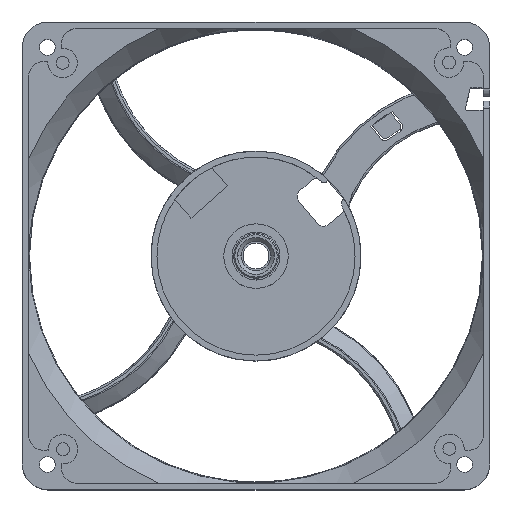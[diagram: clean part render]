
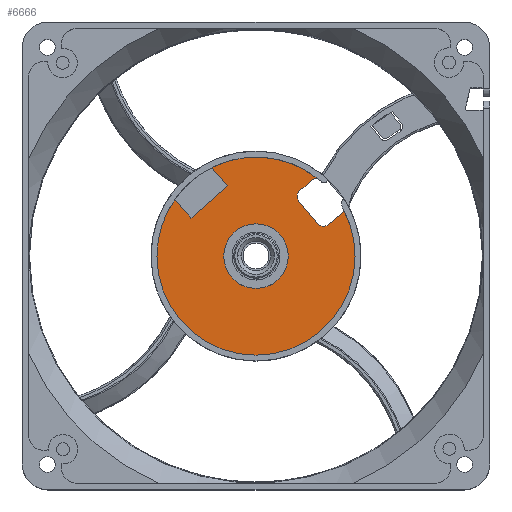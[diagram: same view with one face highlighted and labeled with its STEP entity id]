
A CAD part, top view. The second image highlights one B-rep face of the part: STEP entity #6666.
In plain terms, the highlighted planar face has unit normal (0, 0, 1).
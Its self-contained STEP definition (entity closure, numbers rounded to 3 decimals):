
#17 = VECTOR ( 'NONE', #2652, 1000. ) ;
#285 = AXIS2_PLACEMENT_3D ( 'NONE', #1469, #14212, #8526 ) ;
#342 = CARTESIAN_POINT ( 'NONE',  ( 11.86, 17.765, 21.99 ) ) ;
#371 = ORIENTED_EDGE ( 'NONE', *, *, #10632, .T. ) ;
#382 = CARTESIAN_POINT ( 'NONE',  ( 0., -0.011, 21.99 ) ) ;
#485 = LINE ( 'NONE', #3422, #6630 ) ;
#587 = ORIENTED_EDGE ( 'NONE', *, *, #14915, .T. ) ;
#620 = CARTESIAN_POINT ( 'NONE',  ( -17.651, 10.332, 21.99 ) ) ;
#680 = DIRECTION ( 'NONE',  ( -1., 0., 0. ) ) ;
#972 = DIRECTION ( 'NONE',  ( 0.766, 0.642, 0. ) ) ;
#1017 = CARTESIAN_POINT ( 'NONE',  ( -7.778, 19.093, 21.99 ) ) ;
#1041 = VERTEX_POINT ( 'NONE', #11646 ) ;
#1068 = ORIENTED_EDGE ( 'NONE', *, *, #4534, .F. ) ;
#1247 = DIRECTION ( 'NONE',  ( 0., 0., 1. ) ) ;
#1290 = EDGE_CURVE ( 'NONE', #2215, #14382, #1362, .T. ) ;
#1362 = CIRCLE ( 'NONE', #13764, 8.763 ) ;
#1469 = CARTESIAN_POINT ( 'NONE',  ( 0., 0., 21.99 ) ) ;
#1476 = CIRCLE ( 'NONE', #3081, 26.9 ) ;
#1625 = EDGE_CURVE ( 'NONE', #4664, #14793, #4434, .T. ) ;
#1711 = AXIS2_PLACEMENT_3D ( 'NONE', #2540, #7010, #4796 ) ;
#1815 = CARTESIAN_POINT ( 'NONE',  ( 19.573, 8.559, 21.99 ) ) ;
#2021 = LINE ( 'NONE', #14638, #11246 ) ;
#2055 = DIRECTION ( 'NONE',  ( 1., 0., 0. ) ) ;
#2087 = ORIENTED_EDGE ( 'NONE', *, *, #6211, .F. ) ;
#2215 = VERTEX_POINT ( 'NONE', #14890 ) ;
#2383 = CIRCLE ( 'NONE', #1711, 26.9 ) ;
#2540 = CARTESIAN_POINT ( 'NONE',  ( 0., 0., 21.99 ) ) ;
#2652 = DIRECTION ( 'NONE',  ( -0.748, -0.664, 0. ) ) ;
#2950 = CARTESIAN_POINT ( 'NONE',  ( 0., 0., 21.99 ) ) ;
#2959 = CIRCLE ( 'NONE', #4336, 26.9 ) ;
#2960 = ORIENTED_EDGE ( 'NONE', *, *, #8022, .F. ) ;
#2979 = CARTESIAN_POINT ( 'NONE',  ( -7.778, 19.093, 21.99 ) ) ;
#3056 = VERTEX_POINT ( 'NONE', #14722 ) ;
#3081 = AXIS2_PLACEMENT_3D ( 'NONE', #2950, #12186, #13400 ) ;
#3120 = CARTESIAN_POINT ( 'NONE',  ( 23.958, 12.233, 21.99 ) ) ;
#3151 = CARTESIAN_POINT ( 'NONE',  ( 13.144, 16.232, 21.99 ) ) ;
#3280 = AXIS2_PLACEMENT_3D ( 'NONE', #382, #6330, #4291 ) ;
#3422 = CARTESIAN_POINT ( 'NONE',  ( 11.86, 17.765, 21.99 ) ) ;
#3429 = LINE ( 'NONE', #3120, #11547 ) ;
#3724 = DIRECTION ( 'NONE',  ( 0., 0., 1. ) ) ;
#3985 = AXIS2_PLACEMENT_3D ( 'NONE', #3151, #13548, #4441 ) ;
#4266 = EDGE_CURVE ( 'NONE', #3056, #11578, #13463, .T. ) ;
#4291 = DIRECTION ( 'NONE',  ( 1., 0., 0. ) ) ;
#4336 = AXIS2_PLACEMENT_3D ( 'NONE', #12733, #1247, #8100 ) ;
#4367 = LINE ( 'NONE', #9549, #17 ) ;
#4411 = DIRECTION ( 'NONE',  ( -0.766, -0.642, 0. ) ) ;
#4434 = CIRCLE ( 'NONE', #3985, 2. ) ;
#4441 = DIRECTION ( 'NONE',  ( -0.642, 0.766, 0. ) ) ;
#4462 = DIRECTION ( 'NONE',  ( 0.664, -0.748, 0. ) ) ;
#4534 = EDGE_CURVE ( 'NONE', #13366, #5808, #8907, .T. ) ;
#4664 = VERTEX_POINT ( 'NONE', #342 ) ;
#4665 = CIRCLE ( 'NONE', #285, 26.9 ) ;
#4796 = DIRECTION ( 'NONE',  ( -0.821, 0.57, 0. ) ) ;
#4825 = CIRCLE ( 'NONE', #10354, 1. ) ;
#5110 = EDGE_CURVE ( 'NONE', #9409, #8736, #2959, .T. ) ;
#5187 = CARTESIAN_POINT ( 'NONE',  ( 23.958, 12.233, 21.99 ) ) ;
#5425 = CARTESIAN_POINT ( 'NONE',  ( 26.9, 0., 21.99 ) ) ;
#5439 = ORIENTED_EDGE ( 'NONE', *, *, #1625, .F. ) ;
#5500 = CARTESIAN_POINT ( 'NONE',  ( 8.763, 0., 21.99 ) ) ;
#5654 = EDGE_LOOP ( 'NONE', ( #1068, #8275, #14124, #15009, #11645, #10729, #14272, #10540, #10574, #5439, #371, #587, #2087 ) ) ;
#5808 = VERTEX_POINT ( 'NONE', #6026 ) ;
#5926 = EDGE_CURVE ( 'NONE', #6453, #13657, #2021, .T. ) ;
#6026 = CARTESIAN_POINT ( 'NONE',  ( -12.138, 24.006, 21.99 ) ) ;
#6167 = EDGE_CURVE ( 'NONE', #13366, #13657, #4367, .T. ) ;
#6211 = EDGE_CURVE ( 'NONE', #5808, #7190, #1476, .T. ) ;
#6330 = DIRECTION ( 'NONE',  ( 0., 0., 1. ) ) ;
#6453 = VERTEX_POINT ( 'NONE', #9285 ) ;
#6489 = EDGE_CURVE ( 'NONE', #6453, #9780, #2383, .T. ) ;
#6500 = VECTOR ( 'NONE', #14204, 1000. ) ;
#6630 = VECTOR ( 'NONE', #972, 1000. ) ;
#6666 = ADVANCED_FACE ( 'NONE', ( #7400, #12322 ), #7296, .T. ) ;
#6961 = CARTESIAN_POINT ( 'NONE',  ( 16.896, 20.932, 21.99 ) ) ;
#7010 = DIRECTION ( 'NONE',  ( 0., 0., 1. ) ) ;
#7190 = VERTEX_POINT ( 'NONE', #6961 ) ;
#7235 = EDGE_CURVE ( 'NONE', #14793, #3056, #12487, .T. ) ;
#7296 = PLANE ( 'NONE',  #3280 ) ;
#7351 = CARTESIAN_POINT ( 'NONE',  ( 11.611, 14.948, 21.99 ) ) ;
#7400 = FACE_OUTER_BOUND ( 'NONE', #5654, .T. ) ;
#7594 = DIRECTION ( 'NONE',  ( 0., 0., 1. ) ) ;
#7755 = CIRCLE ( 'NONE', #14414, 8.763 ) ;
#7758 = CARTESIAN_POINT ( 'NONE',  ( 11.611, 14.948, 21.99 ) ) ;
#8022 = EDGE_CURVE ( 'NONE', #14382, #2215, #7755, .T. ) ;
#8100 = DIRECTION ( 'NONE',  ( 1., 0., 0. ) ) ;
#8234 = DIRECTION ( 'NONE',  ( -0.766, -0.642, 0. ) ) ;
#8275 = ORIENTED_EDGE ( 'NONE', *, *, #6167, .T. ) ;
#8526 = DIRECTION ( 'NONE',  ( -1., 0., 0. ) ) ;
#8736 = VERTEX_POINT ( 'NONE', #5187 ) ;
#8907 = LINE ( 'NONE', #1017, #11088 ) ;
#9285 = CARTESIAN_POINT ( 'NONE',  ( -22.097, 15.341, 21.99 ) ) ;
#9328 = CARTESIAN_POINT ( 'NONE',  ( -26.9, 0., 21.99 ) ) ;
#9409 = VERTEX_POINT ( 'NONE', #5425 ) ;
#9549 = CARTESIAN_POINT ( 'NONE',  ( -7.778, 19.093, 21.99 ) ) ;
#9551 = ORIENTED_EDGE ( 'NONE', *, *, #1290, .F. ) ;
#9780 = VERTEX_POINT ( 'NONE', #9328 ) ;
#10354 = AXIS2_PLACEMENT_3D ( 'NONE', #13727, #12514, #13624 ) ;
#10540 = ORIENTED_EDGE ( 'NONE', *, *, #4266, .F. ) ;
#10574 = ORIENTED_EDGE ( 'NONE', *, *, #7235, .F. ) ;
#10616 = CARTESIAN_POINT ( 'NONE',  ( 18.289, 10.092, 21.99 ) ) ;
#10632 = EDGE_CURVE ( 'NONE', #4664, #1041, #485, .T. ) ;
#10729 = ORIENTED_EDGE ( 'NONE', *, *, #5110, .T. ) ;
#10850 = EDGE_LOOP ( 'NONE', ( #9551, #2960 ) ) ;
#11088 = VECTOR ( 'NONE', #13560, 1000. ) ;
#11246 = VECTOR ( 'NONE', #4462, 1000. ) ;
#11547 = VECTOR ( 'NONE', #4411, 1000. ) ;
#11578 = VERTEX_POINT ( 'NONE', #1815 ) ;
#11645 = ORIENTED_EDGE ( 'NONE', *, *, #14120, .T. ) ;
#11646 = CARTESIAN_POINT ( 'NONE',  ( 15.625, 20.92, 21.99 ) ) ;
#12186 = DIRECTION ( 'NONE',  ( 0., 0., -1. ) ) ;
#12322 = FACE_BOUND ( 'NONE', #10850, .T. ) ;
#12487 = LINE ( 'NONE', #7351, #6500 ) ;
#12514 = DIRECTION ( 'NONE',  ( 0., 0., -1. ) ) ;
#12733 = CARTESIAN_POINT ( 'NONE',  ( 0., 0., 21.99 ) ) ;
#13265 = CARTESIAN_POINT ( 'NONE',  ( 0., 0., 21.99 ) ) ;
#13366 = VERTEX_POINT ( 'NONE', #2979 ) ;
#13400 = DIRECTION ( 'NONE',  ( -0.451, 0.892, 0. ) ) ;
#13463 = CIRCLE ( 'NONE', #14778, 2. ) ;
#13548 = DIRECTION ( 'NONE',  ( 0., 0., 1. ) ) ;
#13560 = DIRECTION ( 'NONE',  ( -0.664, 0.748, 0. ) ) ;
#13622 = CARTESIAN_POINT ( 'NONE',  ( 0., 0., 21.99 ) ) ;
#13624 = DIRECTION ( 'NONE',  ( -0.642, 0.766, 0. ) ) ;
#13657 = VERTEX_POINT ( 'NONE', #620 ) ;
#13727 = CARTESIAN_POINT ( 'NONE',  ( 16.267, 20.154, 21.99 ) ) ;
#13764 = AXIS2_PLACEMENT_3D ( 'NONE', #13265, #7594, #680 ) ;
#13846 = EDGE_CURVE ( 'NONE', #8736, #11578, #3429, .T. ) ;
#14120 = EDGE_CURVE ( 'NONE', #9780, #9409, #4665, .T. ) ;
#14124 = ORIENTED_EDGE ( 'NONE', *, *, #5926, .F. ) ;
#14204 = DIRECTION ( 'NONE',  ( 0.642, -0.766, 0. ) ) ;
#14212 = DIRECTION ( 'NONE',  ( 0., 0., 1. ) ) ;
#14272 = ORIENTED_EDGE ( 'NONE', *, *, #13846, .T. ) ;
#14382 = VERTEX_POINT ( 'NONE', #5500 ) ;
#14414 = AXIS2_PLACEMENT_3D ( 'NONE', #13622, #14846, #2055 ) ;
#14638 = CARTESIAN_POINT ( 'NONE',  ( -22.097, 15.341, 21.99 ) ) ;
#14722 = CARTESIAN_POINT ( 'NONE',  ( 16.756, 8.808, 21.99 ) ) ;
#14778 = AXIS2_PLACEMENT_3D ( 'NONE', #10616, #3724, #8234 ) ;
#14793 = VERTEX_POINT ( 'NONE', #7758 ) ;
#14846 = DIRECTION ( 'NONE',  ( 0., 0., 1. ) ) ;
#14890 = CARTESIAN_POINT ( 'NONE',  ( -8.763, 0., 21.99 ) ) ;
#14915 = EDGE_CURVE ( 'NONE', #1041, #7190, #4825, .T. ) ;
#15009 = ORIENTED_EDGE ( 'NONE', *, *, #6489, .T. ) ;
